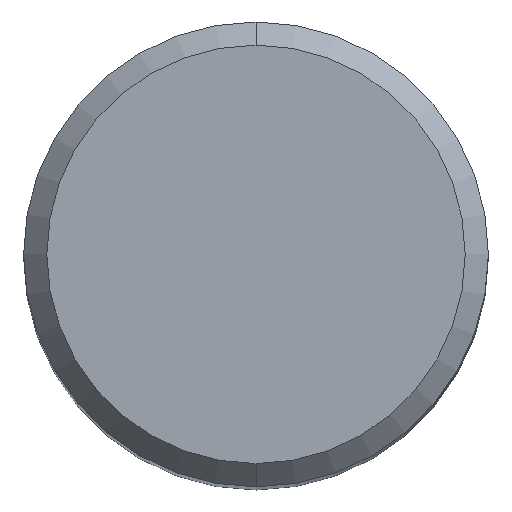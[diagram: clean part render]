
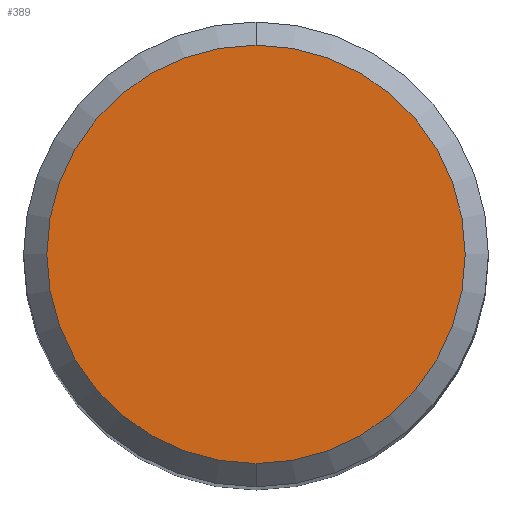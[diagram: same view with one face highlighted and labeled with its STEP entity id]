
A CAD part, top view. The second image highlights one B-rep face of the part: STEP entity #389.
In plain terms, the highlighted planar face has unit normal (0, 0, 1).
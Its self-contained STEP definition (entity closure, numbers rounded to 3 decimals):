
#179=EDGE_CURVE('',#415,#409,#472,.T.);
#389=ADVANCED_FACE('',(#702),#703,.T.);
#409=VERTEX_POINT('',#725);
#415=VERTEX_POINT('',#732);
#439=EDGE_CURVE('',#409,#415,#758,.T.);
#472=CIRCLE('',#825,4.5);
#702=FACE_OUTER_BOUND('',#1328,.T.);
#703=PLANE('',#1329);
#725=CARTESIAN_POINT('',(0.,-4.5,0.0));
#732=CARTESIAN_POINT('',(0.0,4.5,0.0));
#758=CIRCLE('',#1411,4.5);
#825=AXIS2_PLACEMENT_3D('',#1437,#1438,#1439);
#1328=EDGE_LOOP('',(#1689,#1690));
#1329=AXIS2_PLACEMENT_3D('',#1691,#1692,#1693);
#1411=AXIS2_PLACEMENT_3D('',#1746,#1747,#1748);
#1437=CARTESIAN_POINT('',(0.0,0.0,0.0));
#1438=DIRECTION('',(0.0,0.0,-1.0));
#1439=DIRECTION('',(0.0,1.0,0.0));
#1689=ORIENTED_EDGE('',*,*,#179,.F.);
#1690=ORIENTED_EDGE('',*,*,#439,.F.);
#1691=CARTESIAN_POINT('',(0.0,2.25,0.0));
#1692=DIRECTION('',(-0.0,0.0,1.0));
#1693=DIRECTION('',(0.0,-1.0,0.0));
#1746=CARTESIAN_POINT('',(0.0,0.0,0.0));
#1747=DIRECTION('',(0.0,0.0,-1.0));
#1748=DIRECTION('',(0.0,1.0,0.0));
